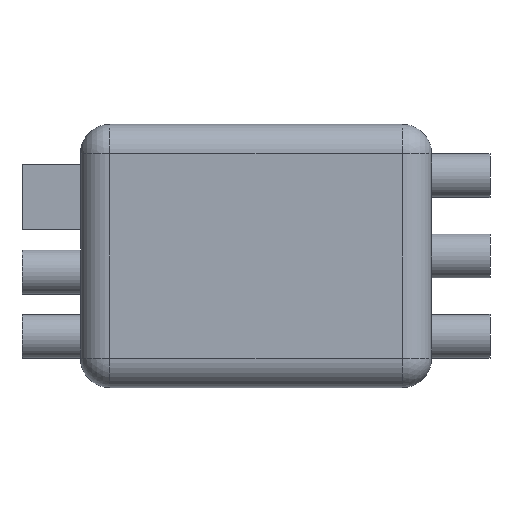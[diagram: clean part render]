
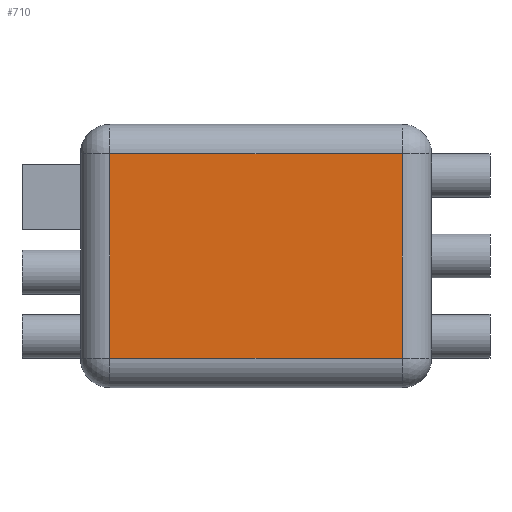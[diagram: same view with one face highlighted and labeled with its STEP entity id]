
A CAD part, front view. The second image highlights one B-rep face of the part: STEP entity #710.
In plain terms, the highlighted planar face has unit normal (0, -1, 0).
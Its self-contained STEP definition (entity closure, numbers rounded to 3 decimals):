
#9 = CARTESIAN_POINT ( 'NONE',  ( 10., 0., 7. ) ) ;
#39 = CARTESIAN_POINT ( 'NONE',  ( 10., 0., -7. ) ) ;
#51 = VECTOR ( 'NONE', #1357, 1000. ) ;
#155 = LINE ( 'NONE', #39, #51 ) ;
#175 = VERTEX_POINT ( 'NONE', #9 ) ;
#224 = DIRECTION ( 'NONE',  ( 0., 0., -1. ) ) ;
#267 = ORIENTED_EDGE ( 'NONE', *, *, #1435, .T. ) ;
#510 = LINE ( 'NONE', #1004, #1892 ) ;
#518 = FACE_OUTER_BOUND ( 'NONE', #1332, .T. ) ;
#579 = DIRECTION ( 'NONE',  ( 0., 0., 1. ) ) ;
#621 = DIRECTION ( 'NONE',  ( 0., 0., -1. ) ) ;
#637 = EDGE_CURVE ( 'NONE', #731, #1322, #697, .T. ) ;
#658 = ORIENTED_EDGE ( 'NONE', *, *, #637, .T. ) ;
#690 = CARTESIAN_POINT ( 'NONE',  ( 10., 0., -7. ) ) ;
#697 = LINE ( 'NONE', #1196, #1038 ) ;
#710 = ADVANCED_FACE ( 'NONE', ( #518 ), #953, .T. ) ;
#731 = VERTEX_POINT ( 'NONE', #971 ) ;
#793 = CARTESIAN_POINT ( 'NONE',  ( 10., 0., -7. ) ) ;
#953 = PLANE ( 'NONE',  #1620 ) ;
#971 = CARTESIAN_POINT ( 'NONE',  ( -10., 0., 7. ) ) ;
#995 = ORIENTED_EDGE ( 'NONE', *, *, #1043, .T. ) ;
#1004 = CARTESIAN_POINT ( 'NONE',  ( 10., 0., 7. ) ) ;
#1038 = VECTOR ( 'NONE', #621, 1000. ) ;
#1043 = EDGE_CURVE ( 'NONE', #1322, #1760, #155, .T. ) ;
#1196 = CARTESIAN_POINT ( 'NONE',  ( -10., 0., -7. ) ) ;
#1255 = CARTESIAN_POINT ( 'NONE',  ( -10., 0., 7. ) ) ;
#1280 = DIRECTION ( 'NONE',  ( 0., -1., 0. ) ) ;
#1322 = VERTEX_POINT ( 'NONE', #1489 ) ;
#1332 = EDGE_LOOP ( 'NONE', ( #658, #995, #267, #1732 ) ) ;
#1357 = DIRECTION ( 'NONE',  ( 1., 0., 0. ) ) ;
#1410 = EDGE_CURVE ( 'NONE', #175, #731, #1749, .T. ) ;
#1435 = EDGE_CURVE ( 'NONE', #1760, #175, #510, .T. ) ;
#1489 = CARTESIAN_POINT ( 'NONE',  ( -10., 0., -7. ) ) ;
#1620 = AXIS2_PLACEMENT_3D ( 'NONE', #690, #1280, #224 ) ;
#1732 = ORIENTED_EDGE ( 'NONE', *, *, #1410, .T. ) ;
#1749 = LINE ( 'NONE', #1255, #1816 ) ;
#1760 = VERTEX_POINT ( 'NONE', #793 ) ;
#1789 = DIRECTION ( 'NONE',  ( -1., 0., 0. ) ) ;
#1816 = VECTOR ( 'NONE', #1789, 1000. ) ;
#1892 = VECTOR ( 'NONE', #579, 1000. ) ;
